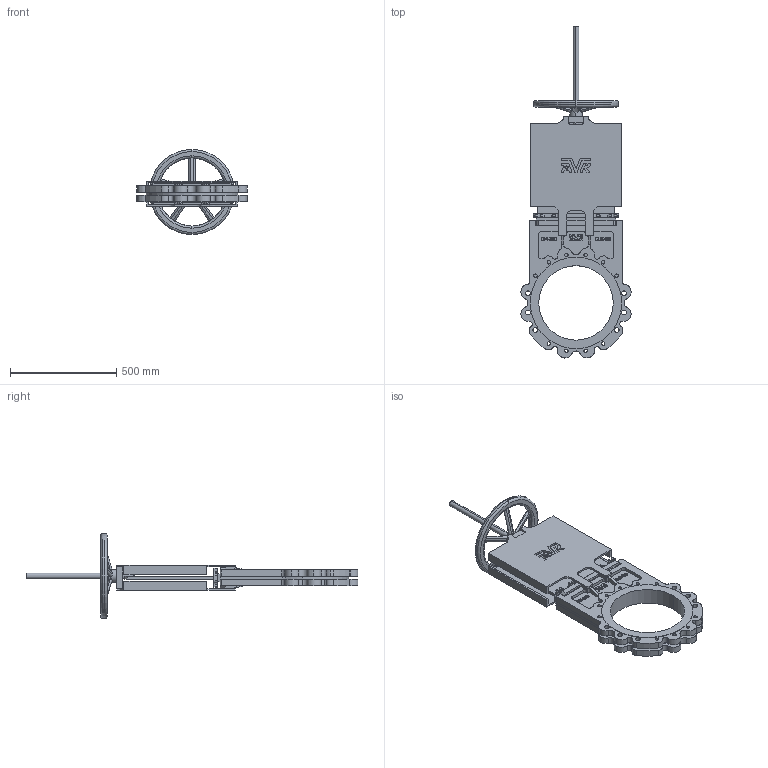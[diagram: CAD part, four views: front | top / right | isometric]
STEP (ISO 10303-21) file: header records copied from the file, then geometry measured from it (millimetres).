
FILE_DESCRIPTION (( 'STEP AP203' ), '1' );
FILE_NAME ('70235020034.STEP', '2017-04-11T14:51:06', ( '' ), ( '' ), 'SwSTEP 2.0', 'SolidWorks 2016', '' );
FILE_SCHEMA (( 'CONFIG_CONTROL_DESIGN' ));
Length unit declared in the file: millimetre
Products named in the file (1): 70235020034
Bounding box: 518.21 x 1562.1 x 400 mm (x, y, z)
Volume: 19908051.1 mm3; surface area: 2240529.3 mm2
Topology: 1 solids, 1 shells, 1377 faces, 3950 edges, 2612 vertices
Faces by surface type: cylinder 587, plane 587, bspline 190, torus 11, cone 2
Entity records: 57454 total; most frequent: CARTESIAN_POINT 21629, ORIENTED_EDGE 7868, DIRECTION 7017, EDGE_CURVE 3934, VERTEX_POINT 2609, AXIS2_PLACEMENT_3D 2363, VECTOR 2291, LINE 2291
